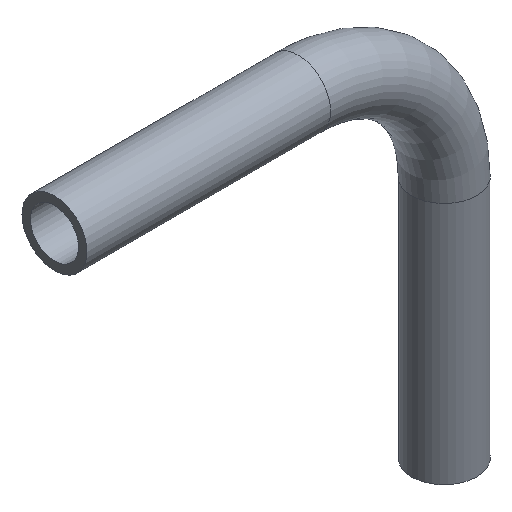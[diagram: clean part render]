
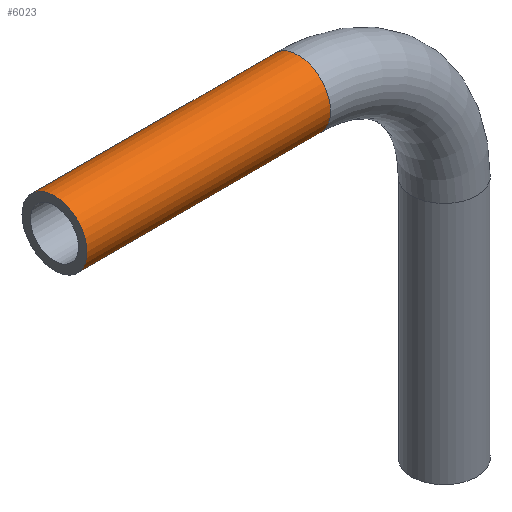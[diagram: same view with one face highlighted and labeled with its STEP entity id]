
A CAD part, isometric view. The second image highlights one B-rep face of the part: STEP entity #6023.
In plain terms, the highlighted cylindrical face has radius 6.35 mm (diameter 12.7 mm), a full revolution.
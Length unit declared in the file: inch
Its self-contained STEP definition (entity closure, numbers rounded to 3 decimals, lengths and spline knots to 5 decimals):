
#63=FACE_BOUND('',#1062,.T.);
#694=FACE_OUTER_BOUND('',#1061,.T.);
#1061=EDGE_LOOP('',(#5629));
#1062=EDGE_LOOP('',(#5630));
#1181=CIRCLE('',#6298,0.25);
#1182=CIRCLE('',#6299,0.25);
#2947=VERTEX_POINT('',#13769);
#2948=VERTEX_POINT('',#13771);
#3843=EDGE_CURVE('',#2947,#2947,#1181,.T.);
#3844=EDGE_CURVE('',#2948,#2948,#1182,.T.);
#5629=ORIENTED_EDGE('',*,*,#3843,.T.);
#5630=ORIENTED_EDGE('',*,*,#3844,.F.);
#5670=CYLINDRICAL_SURFACE('',#6297,0.25);
#6023=ADVANCED_FACE('',(#694,#63),#5670,.T.);
#6297=AXIS2_PLACEMENT_3D('',#13768,#7235,#7236);
#6298=AXIS2_PLACEMENT_3D('',#13770,#7237,#7238);
#6299=AXIS2_PLACEMENT_3D('',#13772,#7239,#7240);
#7235=DIRECTION('center_axis',(-1.,0.,0.));
#7236=DIRECTION('ref_axis',(0.,0.,-1.));
#7237=DIRECTION('center_axis',(1.,0.,0.));
#7238=DIRECTION('ref_axis',(0.,0.,-1.));
#7239=DIRECTION('center_axis',(1.,0.,0.));
#7240=DIRECTION('ref_axis',(0.,0.,
-1.));
#13768=CARTESIAN_POINT('Origin',(-1.125,0.,1.125));
#13769=CARTESIAN_POINT('',(-3.,0.,1.375));
#13770=CARTESIAN_POINT('Origin',(-3.,0.,1.125));
#13771=CARTESIAN_POINT('',(-1.125,0.,1.375));
#13772=CARTESIAN_POINT('Origin',(-1.125,0.,1.125));
